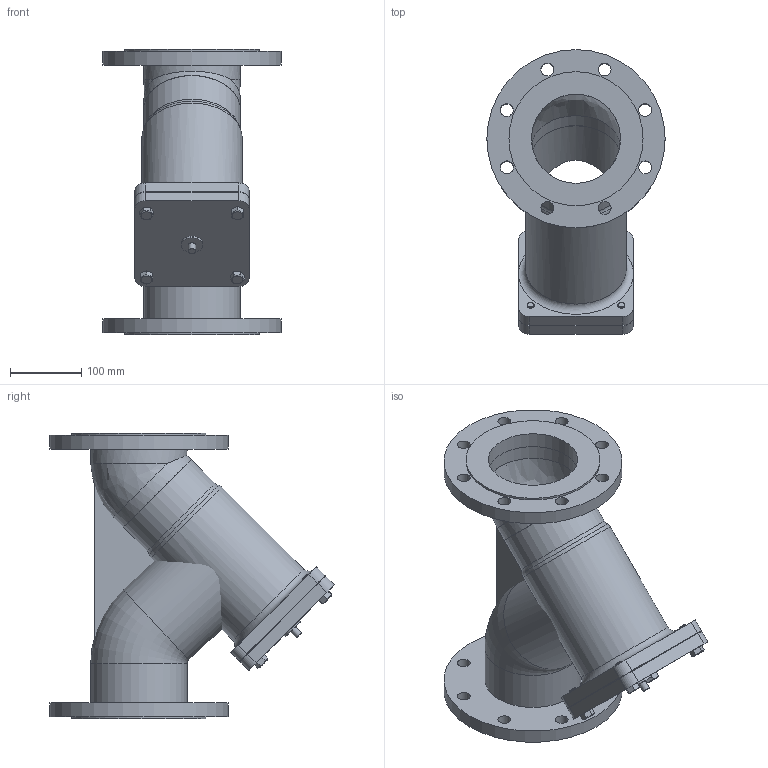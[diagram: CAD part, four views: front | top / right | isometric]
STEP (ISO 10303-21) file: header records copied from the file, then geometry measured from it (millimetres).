
FILE_DESCRIPTION(/* description */ ('STRAINER VM 6325 DN125'),/* implementation_level */ '2;1');
FILE_NAME(/* name */ 'STRAINER VM 6325 DN125.stp',/* time_stamp */ '2020-04-07T16:12:10+06:00',/* author */ ('rahul_marsute'),/* organization */ (''),/* preprocessor_version */ 'ST-DEVELOPER v18',/* originating_system */ 'Autodesk Inventor 2020',/* authorisation */ '');
FILE_SCHEMA (('AUTOMOTIVE_DESIGN { 1 0 10303 214 3 1 1 }'));
Length unit declared in the file: millimetre
Products named in the file (1): STRAINER VM 6325 DN125
Bounding box: 250 x 399 x 400 mm (x, y, z)
Volume: 3688965.3 mm3; surface area: 749697.9 mm2
Topology: 5 solids, 5 shells, 137 faces, 378 edges, 259 vertices
Faces by surface type: plane 69, cylinder 53, cone 8, torus 5, bspline 2
Full cylindrical faces by diameter (mm): 10 x5, 18 x16, 30 x1, 125 x8, 135 x4, 141 x1, 188 x2, 250 x2
Entity records: 4762 total; most frequent: CARTESIAN_POINT 1055, DIRECTION 790, ORIENTED_EDGE 748, EDGE_CURVE 374, AXIS2_PLACEMENT_3D 315, VERTEX_POINT 259, EDGE_LOOP 191, CIRCLE 163
